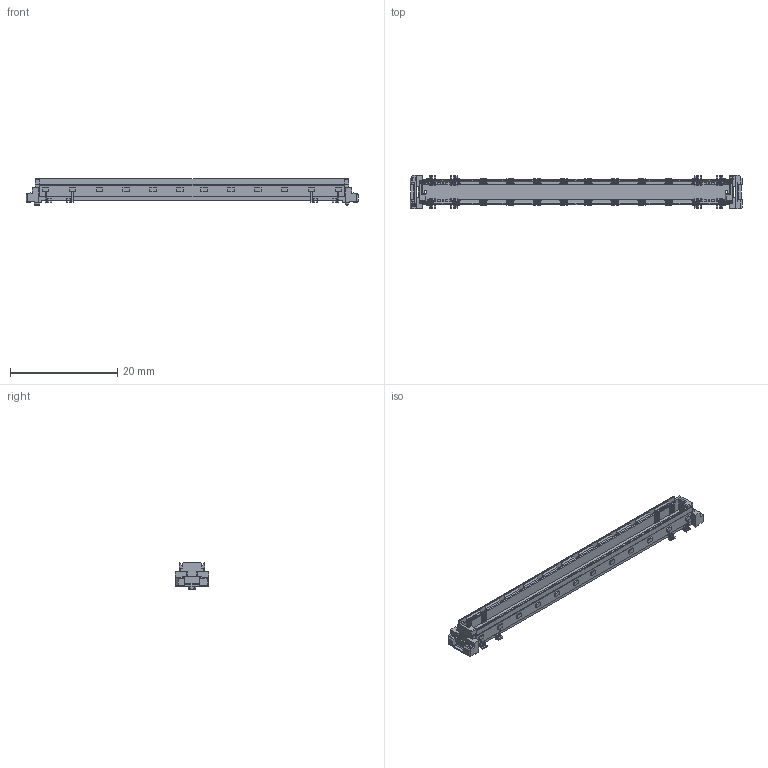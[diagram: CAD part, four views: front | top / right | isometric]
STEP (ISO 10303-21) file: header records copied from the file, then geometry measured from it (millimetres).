
FILE_DESCRIPTION((''),'2;1');
FILE_NAME('TYCO_3-1827253-6.stp','2015-02-09T10:50:27',(''),(''),'Mechanical Desktop 2011','Mechanical Desktop 2011',', , ');
FILE_SCHEMA(('AUTOMOTIVE_DESIGN { 1 2 10303 214 1 1 1 1 }'));
Length unit declared in the file: millimetre
Products named in the file (1): Product
Bounding box: 61.8 x 6.2 x 5.05 mm (x, y, z)
Volume: 646.1 mm3; surface area: 2372.2 mm2
Topology: 77 solids, 77 shells, 1490 faces, 3979 edges, 2648 vertices
Faces by surface type: plane 1115, bspline 343, cylinder 28, cone 4
Entity records: 45770 total; most frequent: CARTESIAN_POINT 9463, ORIENTED_EDGE 7958, DIRECTION 6377, EDGE_CURVE 3979, VECTOR 3869, LINE 3869, VERTEX_POINT 2648, EDGE_LOOP 1499
